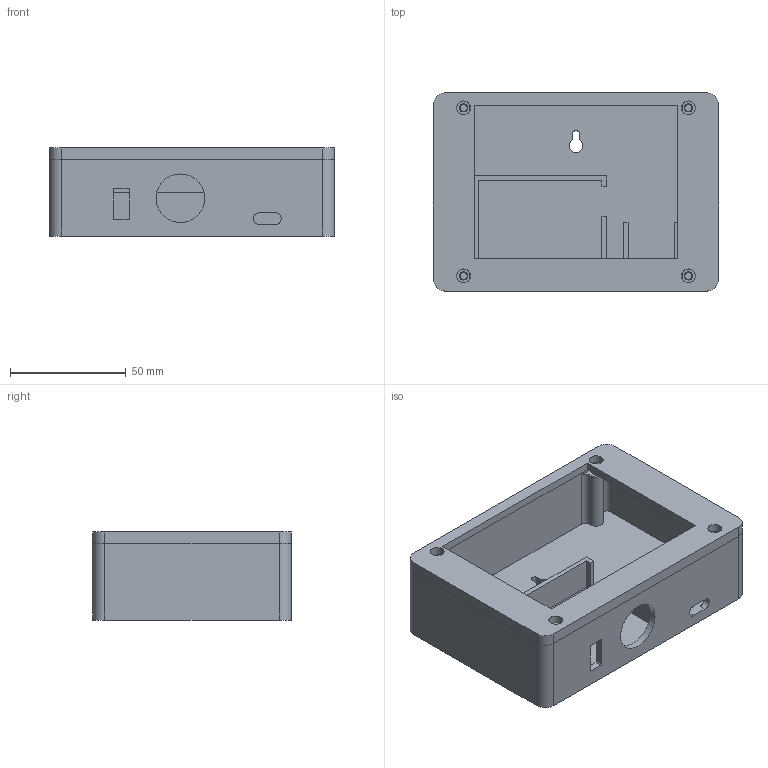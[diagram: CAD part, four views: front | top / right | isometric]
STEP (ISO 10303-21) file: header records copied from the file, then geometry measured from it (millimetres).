
FILE_DESCRIPTION(/* description */ (''),/* implementation_level */ '2;1');
FILE_NAME(/* name */ 'SEN55 Enclosure v3.step',/* time_stamp */ '2024-03-10T13:52:33-04:00',/* author */ (''),/* organization */ (''),/* preprocessor_version */ 'ST-DEVELOPER v20',/* originating_system */ 'Autodesk Translation Framework v12.20.1.177',/* authorisation */ '');
FILE_SCHEMA (('AUTOMOTIVE_DESIGN { 1 0 10303 214 3 1 1 }'));
Length unit declared in the file: millimetre
Products named in the file (1): SEN55 Enclosure
Bounding box: 123 x 85.5 x 38 mm (x, y, z)
Volume: 113065.6 mm3; surface area: 63496.8 mm2
Topology: 2 solids, 2 shells, 120 faces, 337 edges, 222 vertices
Faces by surface type: plane 73, cylinder 47
Full cylindrical faces by diameter (mm): 3 x4, 3.5 x4, 6 x4, 21 x1
Entity records: 3989 total; most frequent: DIRECTION 683, CARTESIAN_POINT 680, ORIENTED_EDGE 674, EDGE_CURVE 337, LINE 233, VECTOR 233, AXIS2_PLACEMENT_3D 225, VERTEX_POINT 222
